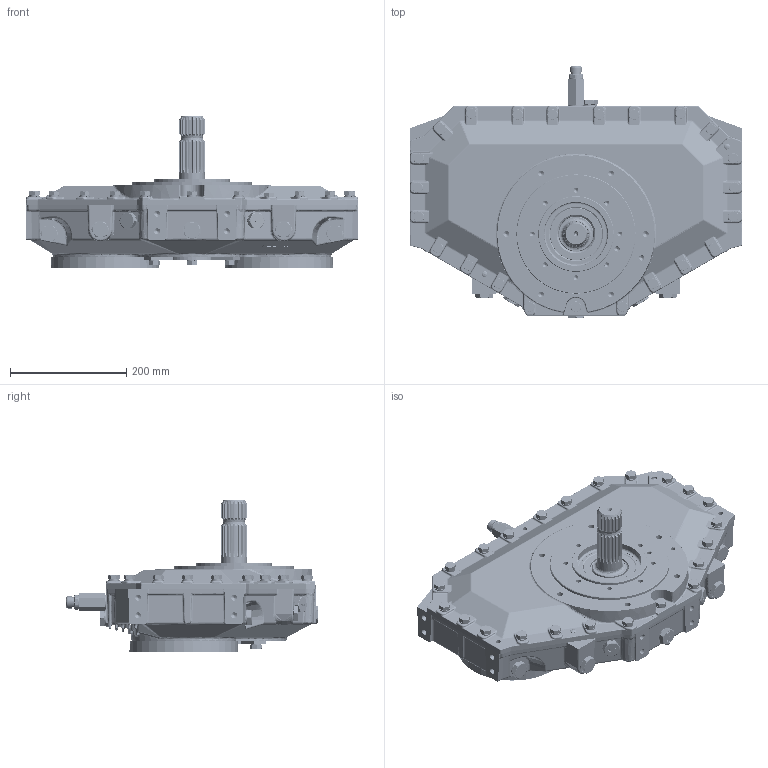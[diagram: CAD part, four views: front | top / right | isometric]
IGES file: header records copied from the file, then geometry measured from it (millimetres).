
Start section: SolidWorks IGES file using analytic representation for surfaces
Global section: file name: 1029015H.IGS; native system: SolidWorks 2007; preprocessor: SolidWorks 2007; author: piccagliad; date: 160610.105825; units: millimetre
Bounding box: 570 x 432.15 x 262.5 mm (x, y, z)
Surface area: 1604783.1 mm2 (no closed solid volume)
Topology: 0 solids, 0 shells, 6955 faces, 87771 edges, 87573 vertices
Faces by surface type: bspline 4074, revolution 2881
